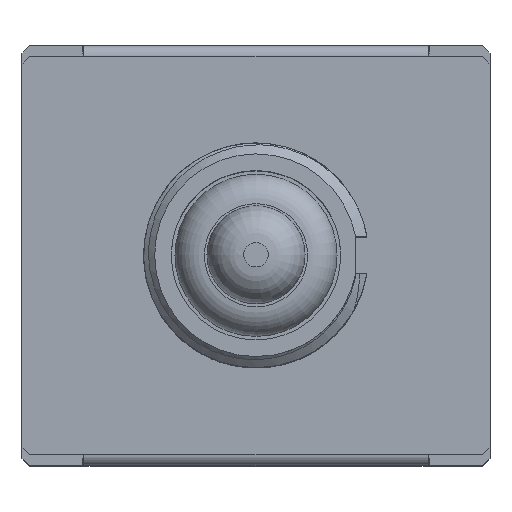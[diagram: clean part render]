
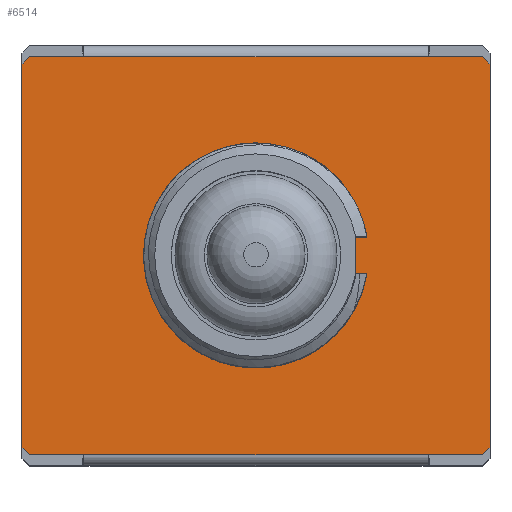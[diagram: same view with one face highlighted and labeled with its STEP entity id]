
A CAD part, top view. The second image highlights one B-rep face of the part: STEP entity #6514.
In plain terms, the highlighted planar face has unit normal (0, 0, 1).
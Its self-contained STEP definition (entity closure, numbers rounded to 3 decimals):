
#881=LINE('',#20063,#1407);
#882=LINE('',#20065,#1408);
#888=LINE('',#20077,#1414);
#889=LINE('',#20079,#1415);
#895=LINE('',#20093,#1421);
#897=LINE('',#20097,#1423);
#898=LINE('',#20099,#1424);
#899=LINE('',#20101,#1425);
#900=LINE('',#20104,#1426);
#901=LINE('',#20106,#1427);
#902=LINE('',#20108,#1428);
#903=LINE('',#20110,#1429);
#904=LINE('',#20112,#1430);
#905=LINE('',#20113,#1431);
#906=LINE('',#20114,#1432);
#1407=VECTOR('',#9774,1000.);
#1408=VECTOR('',#9777,1000.);
#1414=VECTOR('',#9787,1000.);
#1415=VECTOR('',#9790,1000.);
#1421=VECTOR('',#9798,1000.);
#1423=VECTOR('',#9802,1000.);
#1424=VECTOR('',#9803,1000.);
#1425=VECTOR('',#9804,1000.);
#1426=VECTOR('',#9807,1000.);
#1427=VECTOR('',#9808,1000.);
#1428=VECTOR('',#9809,1000.);
#1429=VECTOR('',#9810,1000.);
#1430=VECTOR('',#9811,1000.);
#1431=VECTOR('',#9812,1000.);
#1432=VECTOR('',#9813,1000.);
#2444=ORIENTED_EDGE('',*,*,#3864,.T.);
#2445=ORIENTED_EDGE('',*,*,#4152,.F.);
#2446=ORIENTED_EDGE('',*,*,#4153,.T.);
#2447=ORIENTED_EDGE('',*,*,#4154,.T.);
#2448=ORIENTED_EDGE('',*,*,#4155,.T.);
#2449=ORIENTED_EDGE('',*,*,#4150,.F.);
#2450=ORIENTED_EDGE('',*,*,#4156,.T.);
#2451=ORIENTED_EDGE('',*,*,#4157,.F.);
#2452=ORIENTED_EDGE('',*,*,#4158,.F.);
#2453=ORIENTED_EDGE('',*,*,#4159,.F.);
#2454=ORIENTED_EDGE('',*,*,#4160,.T.);
#2455=ORIENTED_EDGE('',*,*,#4144,.F.);
#2456=ORIENTED_EDGE('',*,*,#4161,.T.);
#2457=ORIENTED_EDGE('',*,*,#4137,.F.);
#2458=ORIENTED_EDGE('',*,*,#4136,.T.);
#2459=ORIENTED_EDGE('',*,*,#4143,.F.);
#2460=ORIENTED_EDGE('',*,*,#4162,.T.);
#3864=EDGE_CURVE('',#4750,#4749,#5227,.T.);
#4136=EDGE_CURVE('',#4984,#4987,#881,.T.);
#4137=EDGE_CURVE('',#4984,#4988,#882,.T.);
#4143=EDGE_CURVE('',#4991,#4987,#888,.T.);
#4144=EDGE_CURVE('',#4992,#4993,#889,.T.);
#4150=EDGE_CURVE('',#4998,#4999,#895,.T.);
#4152=EDGE_CURVE('',#5000,#4749,#897,.T.);
#4153=EDGE_CURVE('',#5000,#5001,#898,.T.);
#4154=EDGE_CURVE('',#5001,#5002,#899,.T.);
#4155=EDGE_CURVE('',#5002,#4750,#5245,.T.);
#4156=EDGE_CURVE('',#4998,#5003,#900,.F.);
#4157=EDGE_CURVE('',#5004,#5003,#901,.T.);
#4158=EDGE_CURVE('',#5005,#5004,#902,.T.);
#4159=EDGE_CURVE('',#5006,#5005,#903,.T.);
#4160=EDGE_CURVE('',#5006,#4993,#904,.F.);
#4161=EDGE_CURVE('',#4992,#4988,#905,.F.);
#4162=EDGE_CURVE('',#4991,#4999,#906,.F.);
#4749=VERTEX_POINT('',#18366);
#4750=VERTEX_POINT('',#18368);
#4984=VERTEX_POINT('',#20051);
#4987=VERTEX_POINT('',#20060);
#4988=VERTEX_POINT('',#20066);
#4991=VERTEX_POINT('',#20076);
#4992=VERTEX_POINT('',#20080);
#4993=VERTEX_POINT('',#20081);
#4998=VERTEX_POINT('',#20092);
#4999=VERTEX_POINT('',#20094);
#5000=VERTEX_POINT('',#20098);
#5001=VERTEX_POINT('',#20100);
#5002=VERTEX_POINT('',#20102);
#5003=VERTEX_POINT('',#20105);
#5004=VERTEX_POINT('',#20107);
#5005=VERTEX_POINT('',#20109);
#5006=VERTEX_POINT('',#20111);
#5227=CIRCLE('',#8878,3.05);
#5245=CIRCLE('',#8938,3.05);
#5421=EDGE_LOOP('',(#2444,#2445,#2446,#2447,#2448));
#5422=EDGE_LOOP('',(#2449,#2450,#2451,#2452,#2453,#2454,#2455,#2456,#2457,
#2458,#2459,#2460));
#5847=FACE_BOUND('',#5421,.T.);
#5848=FACE_BOUND('',#5422,.T.);
#6202=PLANE('',#8937);
#6514=ADVANCED_FACE('',(#5847,#5848),#6202,.F.);
#8878=AXIS2_PLACEMENT_3D('',#18367,#9555,#9556);
#8937=AXIS2_PLACEMENT_3D('',#20096,#9800,#9801);
#8938=AXIS2_PLACEMENT_3D('',#20103,#9805,#9806);
#9555=DIRECTION('',(0.,0.,-1.));
#9556=DIRECTION('',(1.,0.,0.));
#9774=DIRECTION('',(1.,0.,0.));
#9777=DIRECTION('',(-1.,0.,0.));
#9787=DIRECTION('',(-1.,0.,0.));
#9790=DIRECTION('',(0.,1.,0.));
#9798=DIRECTION('',(0.,-1.,0.));
#9800=DIRECTION('',(0.,0.,-1.));
#9801=DIRECTION('',(-1.,0.,0.));
#9802=DIRECTION('',(1.,0.,0.));
#9803=DIRECTION('',(0.,-1.,0.));
#9804=DIRECTION('',(1.,0.,0.));
#9805=DIRECTION('',(0.,0.,-1.));
#9806=DIRECTION('',(1.,0.,0.));
#9807=DIRECTION('',(0.707,-0.707,0.));
#9808=DIRECTION('',(1.,0.,0.));
#9809=DIRECTION('',(1.,0.,0.));
#9810=DIRECTION('',(1.,0.,0.));
#9811=DIRECTION('',(0.707,0.707,0.));
#9812=DIRECTION('',(-0.707,0.707,0.));
#9813=DIRECTION('',(-0.707,-0.707,0.));
#18366=CARTESIAN_POINT('',(3.009,0.5,0.2));
#18367=CARTESIAN_POINT('',(0.,0.,0.2));
#18368=CARTESIAN_POINT('',(-2.641,-1.525,0.2));
#20051=CARTESIAN_POINT('',(-4.675,-5.4,0.2));
#20060=CARTESIAN_POINT('',(4.675,-5.4,0.2));
#20063=CARTESIAN_POINT('',(-4.675,-5.4,0.2));
#20065=CARTESIAN_POINT('',(6.35,-5.4,0.2));
#20066=CARTESIAN_POINT('',(-6.15,-5.4,0.2));
#20076=CARTESIAN_POINT('',(6.15,-5.4,0.2));
#20077=CARTESIAN_POINT('',(6.35,-5.4,0.2));
#20079=CARTESIAN_POINT('',(-6.35,-5.4,0.2));
#20080=CARTESIAN_POINT('',(-6.35,-5.2,0.2));
#20081=CARTESIAN_POINT('',(-6.35,5.2,0.2));
#20092=CARTESIAN_POINT('',(6.35,5.2,0.2));
#20093=CARTESIAN_POINT('',(6.35,5.4,0.2));
#20094=CARTESIAN_POINT('',(6.35,-5.2,0.2));
#20096=CARTESIAN_POINT('',(0.,0.,0.2));
#20097=CARTESIAN_POINT('',(2.7,0.5,0.2));
#20098=CARTESIAN_POINT('',(2.7,0.5,0.2));
#20099=CARTESIAN_POINT('',(2.7,0.5,0.2));
#20100=CARTESIAN_POINT('',(2.7,-0.5,0.2));
#20101=CARTESIAN_POINT('',(2.7,-0.5,0.2));
#20102=CARTESIAN_POINT('',(3.009,-0.5,0.2));
#20103=CARTESIAN_POINT('',(0.,0.,0.2));
#20104=CARTESIAN_POINT('',(6.15,5.4,0.2));
#20105=CARTESIAN_POINT('',(6.15,5.4,0.2));
#20106=CARTESIAN_POINT('',(-6.35,5.4,0.2));
#20107=CARTESIAN_POINT('',(4.675,5.4,0.2));
#20108=CARTESIAN_POINT('',(-6.35,5.4,0.2));
#20109=CARTESIAN_POINT('',(-4.675,5.4,0.2));
#20110=CARTESIAN_POINT('',(-6.35,5.4,0.2));
#20111=CARTESIAN_POINT('',(-6.15,5.4,0.2));
#20112=CARTESIAN_POINT('',(-6.35,5.2,0.2));
#20113=CARTESIAN_POINT('',(-6.15,-5.4,0.2));
#20114=CARTESIAN_POINT('',(6.35,-5.2,0.2));
